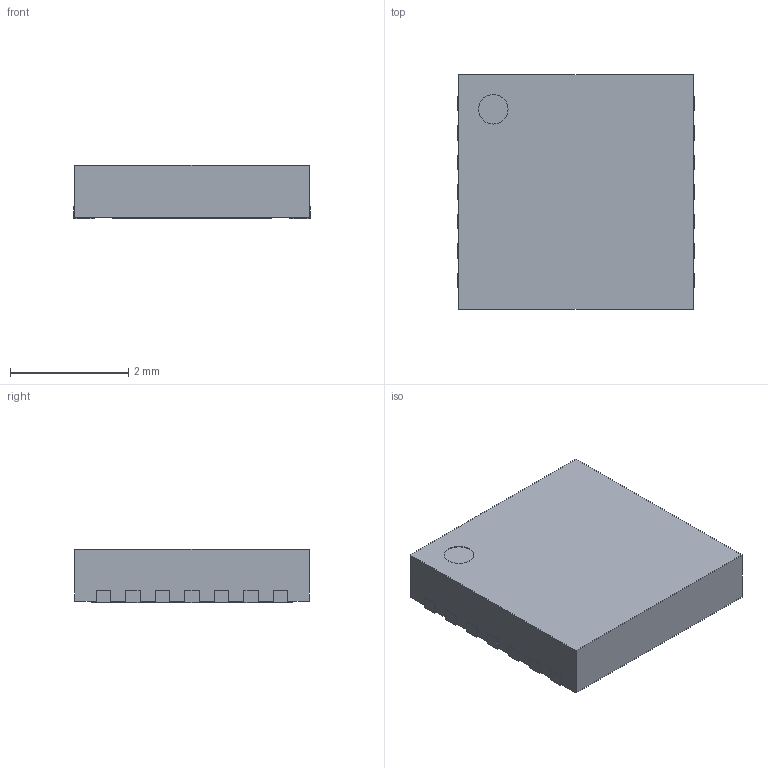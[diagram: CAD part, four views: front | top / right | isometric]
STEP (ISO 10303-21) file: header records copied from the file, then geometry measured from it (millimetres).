
FILE_DESCRIPTION(/* description */ ('model of OnSemi_DFN-14-1EP_4x4mm_P0.5mm_EP2.7x3.4mm'),/* implementation_level */ '2;1');
FILE_NAME(/* name */ 'OnSemi_DFN-14-1EP_4x4mm_P0.5mm_EP2.7x3.4mm.step',/* time_stamp */ '1970-01-01T00:00:00',/* author */ ('KiCAD','kicad'),/* organization */ ('OCCT'),/* preprocessor_version */ '',/* originating_system */ 'KiCAD',/* authorisation */ '');
FILE_SCHEMA(('AUTOMOTIVE_DESIGN { 1 0 10303 214 1 1 1 1 }'));
Length unit declared in the file: millimetre
Products named in the file (1): OnSemi_DFN-14-1EP_4x4mm_P0.5mm_EP2.7x3.4mm
Bounding box: 4 x 3.98 x 0.9 mm (x, y, z)
Volume: 14.1 mm3; surface area: 46.4 mm2
Topology: 1 solids, 1 shells, 98 faces, 282 edges, 188 vertices
Faces by surface type: plane 83, cylinder 15
Full cylindrical faces by diameter (mm): 0.5 x1
Entity records: 4072 total; most frequent: CARTESIAN_POINT 569, ORIENTED_EDGE 564, DIRECTION 510, EDGE_CURVE 282, LINE 252, VECTOR 252, VERTEX_POINT 188, AXIS2_PLACEMENT_3D 129
